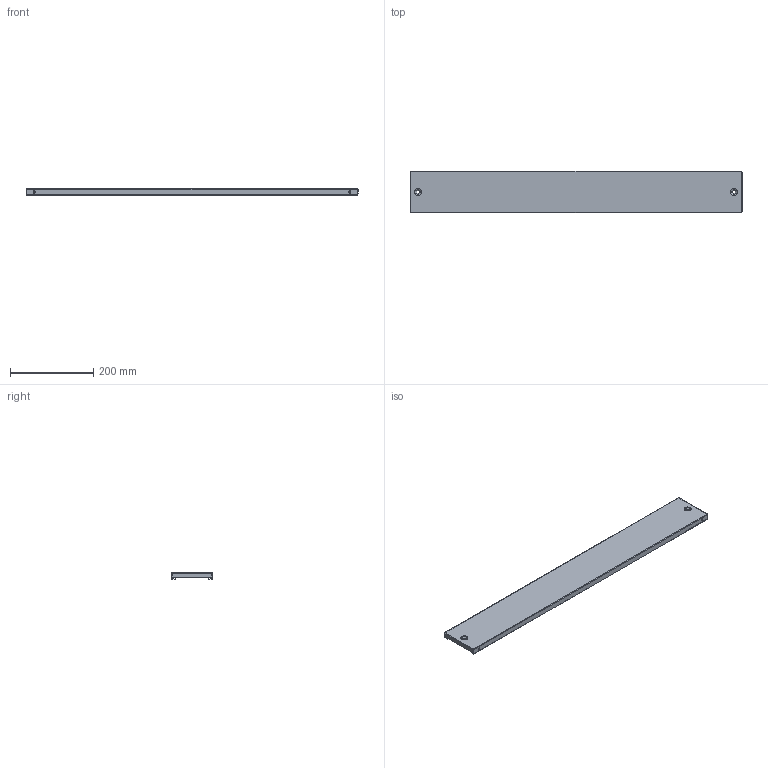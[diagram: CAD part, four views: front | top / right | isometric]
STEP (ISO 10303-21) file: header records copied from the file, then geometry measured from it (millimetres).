
FILE_DESCRIPTION (( 'STEP AP203' ), '1' );
FILE_NAME ('YKM40D-FO-PC-010-100-54 ÀÃÈÅ 275.06.003 Ïàíåëü öîêîëÿ 100õ1000.STEP', '2020-12-15T07:44:30', ( '' ), ( '' ), 'SwSTEP 2.0', 'SolidWorks 2017', '' );
FILE_SCHEMA (( 'CONFIG_CONTROL_DESIGN' ));
Length unit declared in the file: millimetre
Products named in the file (1): YKM40D-FO-PC-010-100-54  ÀÃÈÅ 275.06.003 Ïàíåëü öîêîëÿ 100õ1000
Bounding box: 796 x 99 x 15 mm (x, y, z)
Volume: 137287 mm3; surface area: 227544.9 mm2
Topology: 1 solids, 1 shells, 68 faces, 180 edges, 114 vertices
Faces by surface type: plane 54, cone 6, cylinder 4, torus 4
Full cylindrical faces by diameter (mm): 5 x4
Entity records: 2037 total; most frequent: CARTESIAN_POINT 337, ORIENTED_EDGE 320, DIRECTION 318, EDGE_CURVE 160, VECTOR 140, LINE 140, VERTEX_POINT 108, EDGE_LOOP 94
